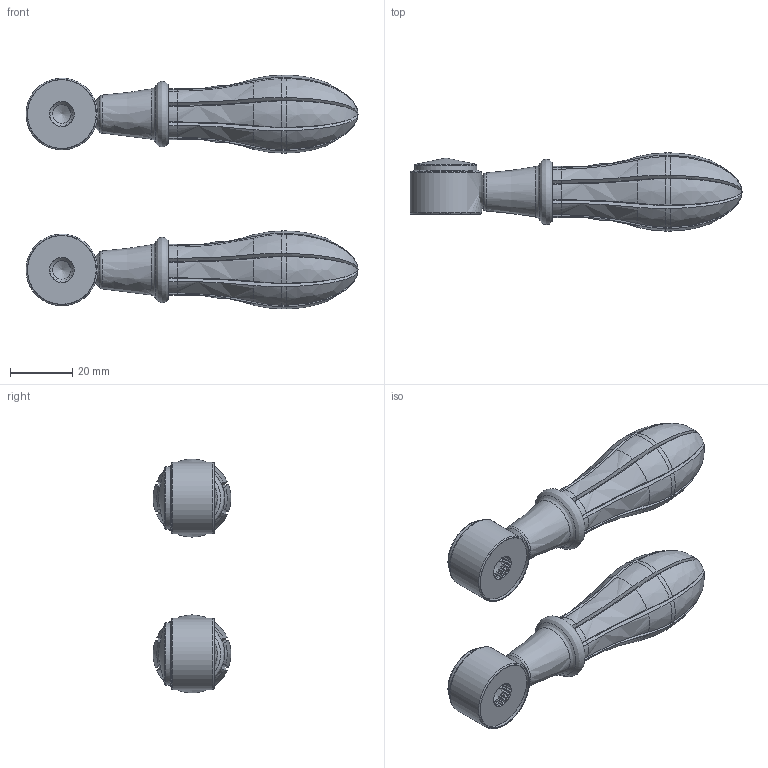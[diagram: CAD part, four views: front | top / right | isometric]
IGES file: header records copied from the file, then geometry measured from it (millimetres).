
Global section: file name: V251-GB; native system: Autodesk Inventor 2018; preprocessor: unknown; author: gwilkes; date: 20190709.091711; units: millimetre
Bounding box: 106.5 x 25 x 75 mm (x, y, z)
Volume: 55876.3 mm3; surface area: 20872 mm2
Topology: 12 solids, 12 shells, 438 faces, 1252 edges, 852 vertices
Faces by surface type: bspline 438
